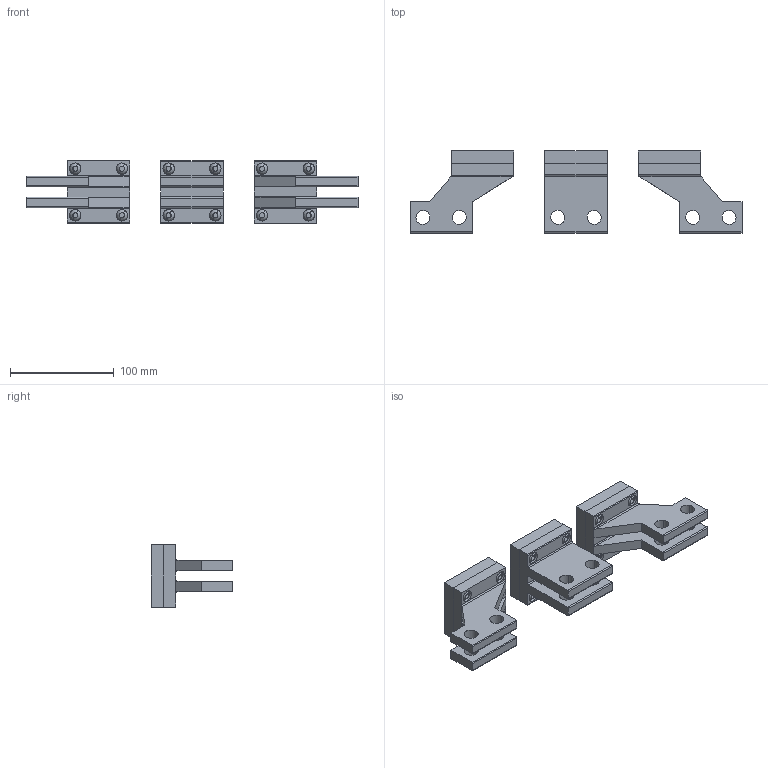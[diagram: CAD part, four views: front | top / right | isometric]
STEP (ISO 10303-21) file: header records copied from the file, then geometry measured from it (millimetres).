
FILE_DESCRIPTION(('CATIA V5 STEP Exchange'),'2;1');
FILE_NAME('1SDH001252R0095_1PA_001_01_E2.2_III_F_TERMINALS_SHR_UPPER_2500A.stp','2014-03-06T08:18:19+00:00',('none'),('none'),'CATIA Version 5 Release 20 SP 5 (IN-10)','CATIA V5 STEP AP214','none');
FILE_SCHEMA(('AUTOMOTIVE_DESIGN { 1 0 10303 214 1 1 1 1 }'));
Length unit declared in the file: millimetre
Products named in the file (1): 1SDH001252R0095_1PA_001_01_E2.2_III_F_TERMINALS_SHR_UPPER_2500A
Bounding box: 320 x 79 x 60 mm (x, y, z)
Volume: 417219.9 mm3; surface area: 123667 mm2
Topology: 18 solids, 18 shells, 490 faces, 1166 edges, 760 vertices
Faces by surface type: plane 224, cylinder 218, revolution 24, torus 24
Entity records: 13673 total; most frequent: CARTESIAN_POINT 2644, ORIENTED_EDGE 2332, DIRECTION 1808, EDGE_CURVE 1166, AXIS2_PLACEMENT_3D 824, VERTEX_POINT 760, VECTOR 634, EDGE_LOOP 634
